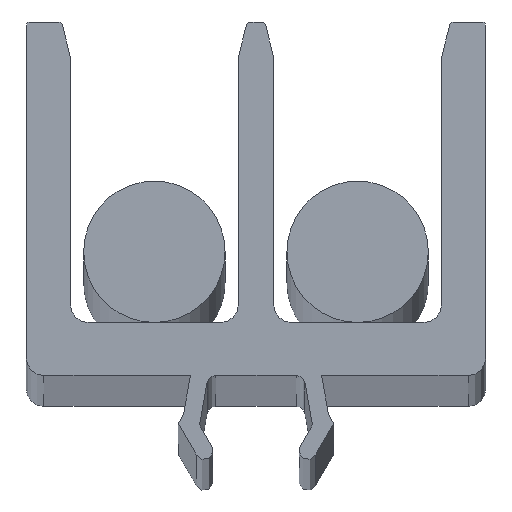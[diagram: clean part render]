
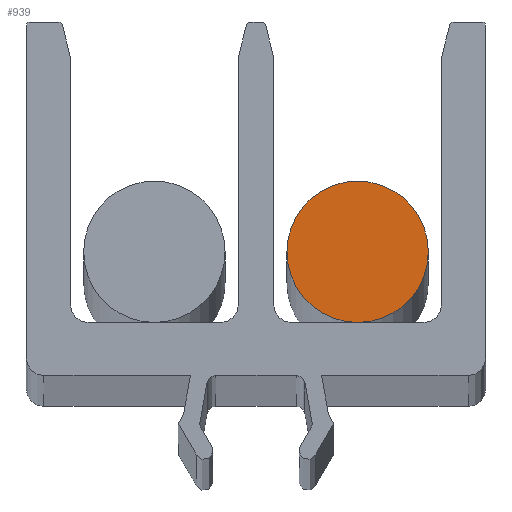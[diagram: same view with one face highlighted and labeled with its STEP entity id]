
A CAD part, top view. The second image highlights one B-rep face of the part: STEP entity #939.
In plain terms, the highlighted planar face has unit normal (0, 0, 1).
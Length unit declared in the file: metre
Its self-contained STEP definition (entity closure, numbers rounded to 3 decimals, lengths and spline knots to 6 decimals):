
#64=PLANE('',#1013);
#99=FACE_OUTER_BOUND('',#147,.T.);
#147=EDGE_LOOP('',(#668));
#398=CIRCLE('',#1011,0.004);
#434=VERTEX_POINT('',#1369);
#527=EDGE_CURVE('',#434,#434,#398,.T.);
#668=ORIENTED_EDGE('',*,*,#527,.T.);
#939=ADVANCED_FACE('',(#99),#64,.T.);
#1011=AXIS2_PLACEMENT_3D('',#1371,#1100,#1101);
#1013=AXIS2_PLACEMENT_3D('',#1373,#1104,#1105);
#1100=DIRECTION('center_axis',(0.,0.,1.));
#1101=DIRECTION('ref_axis',(1.,0.,0.));
#1104=DIRECTION('center_axis',(0.,0.,1.));
#1105=DIRECTION('ref_axis',(1.,0.,0.));
#1369=CARTESIAN_POINT('',(0.005032,0.002572,0.5));
#1371=CARTESIAN_POINT('Origin',(0.001032,0.002572,
0.5));
#1373=CARTESIAN_POINT('Origin',(0.001032,0.002572,
0.5));
